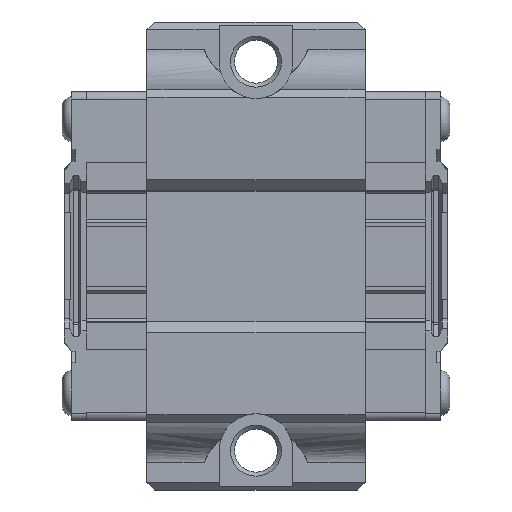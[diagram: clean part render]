
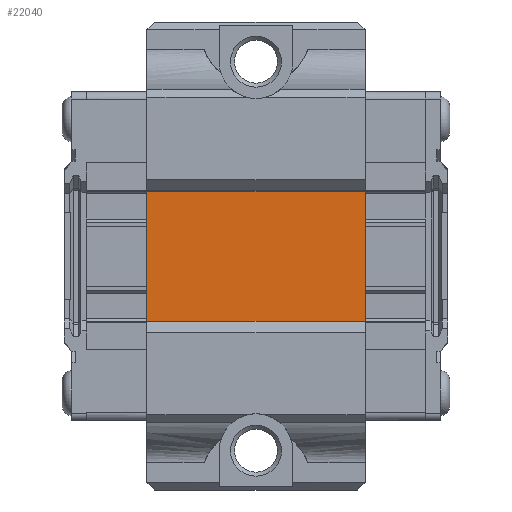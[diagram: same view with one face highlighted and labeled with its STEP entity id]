
A CAD part, front view. The second image highlights one B-rep face of the part: STEP entity #22040.
In plain terms, the highlighted planar face has unit normal (0, -1, 0).
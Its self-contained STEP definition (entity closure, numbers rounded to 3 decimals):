
#785=FACE_OUTER_BOUND('',#2031,.T.);
#2031=EDGE_LOOP('',(#13991,#13992,#13993,#13994,#13995,#13996,#13997,#13998));
#4078=LINE('',#31306,#6380);
#4160=LINE('',#31536,#6462);
#4183=LINE('',#31625,#6485);
#4184=LINE('',#31626,#6486);
#4185=LINE('',#31628,#6487);
#4186=LINE('',#31630,#6488);
#4187=LINE('',#31631,#6489);
#4188=LINE('',#31632,#6490);
#6380=VECTOR('',#25256,16.2);
#6462=VECTOR('',#25410,16.208);
#6485=VECTOR('',#25487,27.5);
#6486=VECTOR('',#25488,0.075);
#6487=VECTOR('',#25489,0.075);
#6488=VECTOR('',#25490,27.5);
#6489=VECTOR('',#25491,0.071);
#6490=VECTOR('',#25492,0.071);
#8694=VERTEX_POINT('',#31271);
#8711=VERTEX_POINT('',#31304);
#8806=VERTEX_POINT('',#31501);
#8823=VERTEX_POINT('',#31534);
#8861=VERTEX_POINT('',#31623);
#8862=VERTEX_POINT('',#31624);
#8863=VERTEX_POINT('',#31627);
#8864=VERTEX_POINT('',#31629);
#10735=EDGE_CURVE('',#8711,#8694,#4078,.T.);
#10847=EDGE_CURVE('',#8823,#8806,#4160,.T.);
#10885=EDGE_CURVE('',#8861,#8862,#4183,.T.);
#10886=EDGE_CURVE('',#8694,#8861,#4184,.T.);
#10887=EDGE_CURVE('',#8863,#8711,#4185,.T.);
#10888=EDGE_CURVE('',#8864,#8863,#4186,.T.);
#10889=EDGE_CURVE('',#8806,#8864,#4187,.T.);
#10890=EDGE_CURVE('',#8862,#8823,#4188,.T.);
#13991=ORIENTED_EDGE('',*,*,#10885,.F.);
#13992=ORIENTED_EDGE('',*,*,#10886,.F.);
#13993=ORIENTED_EDGE('',*,*,#10735,.F.);
#13994=ORIENTED_EDGE('',*,*,#10887,.F.);
#13995=ORIENTED_EDGE('',*,*,#10888,.F.);
#13996=ORIENTED_EDGE('',*,*,#10889,.F.);
#13997=ORIENTED_EDGE('',*,*,#10847,.F.);
#13998=ORIENTED_EDGE('',*,*,#10890,.F.);
#19958=PLANE('',#23369);
#22040=ADVANCED_FACE('',(#785),#19958,.F.);
#23369=AXIS2_PLACEMENT_3D('',#31622,#25485,#25486);
#25256=DIRECTION('',(0.,0.,-1.));
#25410=DIRECTION('',(0.,0.,1.));
#25485=DIRECTION('center_axis',(0.,1.,0.));
#25486=DIRECTION('ref_axis',(0.,0.,-1.));
#25487=DIRECTION('',(-1.,0.,0.));
#25488=DIRECTION('',(0.,0.,-1.));
#25489=DIRECTION('',(0.,0.,-1.));
#25490=DIRECTION('',(1.,0.,0.));
#25491=DIRECTION('',(0.,0.,1.));
#25492=DIRECTION('',(0.,0.,1.));
#31271=CARTESIAN_POINT('',(13.75,16.55,-8.1));
#31304=CARTESIAN_POINT('',(13.75,16.55,8.1));
#31306=CARTESIAN_POINT('',(13.75,16.55,0.));
#31501=CARTESIAN_POINT('',(-13.75,16.55,8.104));
#31534=CARTESIAN_POINT('',(-13.75,16.55,-8.104));
#31536=CARTESIAN_POINT('',(-13.75,16.55,-8.175));
#31622=CARTESIAN_POINT('Origin',(13.75,16.55,-8.175));
#31623=CARTESIAN_POINT('',(13.75,16.55,-8.175));
#31624=CARTESIAN_POINT('',(-13.75,16.55,-8.175));
#31625=CARTESIAN_POINT('',(13.75,16.55,-8.175));
#31626=CARTESIAN_POINT('',(13.75,16.55,-4.067));
#31627=CARTESIAN_POINT('',(13.75,16.55,8.175));
#31628=CARTESIAN_POINT('',(13.75,16.55,-4.067));
#31629=CARTESIAN_POINT('',(-13.75,16.55,8.175));
#31630=CARTESIAN_POINT('',(13.75,16.55,8.175));
#31631=CARTESIAN_POINT('',(-13.75,16.55,-4.108));
#31632=CARTESIAN_POINT('',(-13.75,16.55,-4.108));
